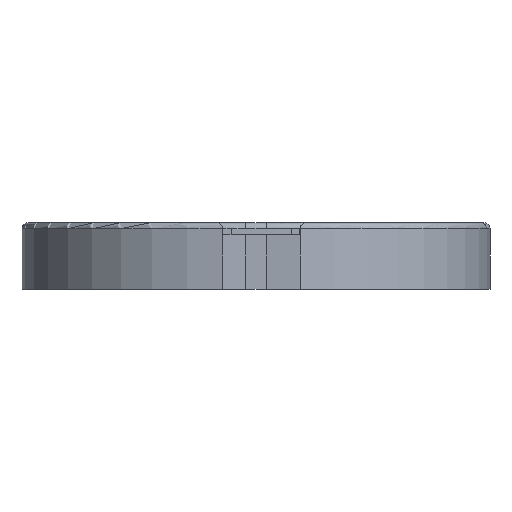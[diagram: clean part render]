
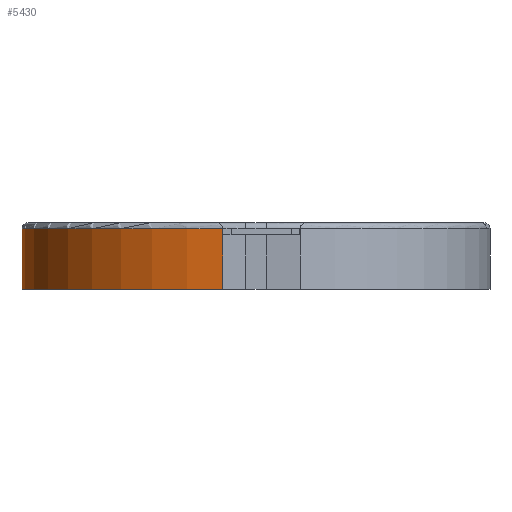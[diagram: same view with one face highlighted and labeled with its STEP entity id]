
A CAD part, front view. The second image highlights one B-rep face of the part: STEP entity #5430.
In plain terms, the highlighted cylindrical face has radius 37.042 mm (diameter 74.084 mm), a partial arc.
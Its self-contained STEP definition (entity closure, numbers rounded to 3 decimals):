
#41=CYLINDRICAL_SURFACE('',#5782,37.042);
#61=CIRCLE('',#5744,37.042);
#82=CIRCLE('',#5774,37.042);
#428=FACE_OUTER_BOUND('',#730,.T.);
#730=EDGE_LOOP('',(#4250,#4251,#4252,#4253));
#1130=LINE('',#8704,#1663);
#1131=LINE('',#8705,#1664);
#1663=VECTOR('',#6332,10.);
#1664=VECTOR('',#6333,10.);
#2440=VERTEX_POINT('',#8560);
#2441=VERTEX_POINT('',#8562);
#2453=VERTEX_POINT('',#8602);
#2466=VERTEX_POINT('',#8665);
#3075=EDGE_CURVE('',#2440,#2441,#61,.T.);
#3110=EDGE_CURVE('',#2466,#2453,#82,.T.);
#3120=EDGE_CURVE('',#2441,#2466,#1130,.T.);
#3121=EDGE_CURVE('',#2440,#2453,#1131,.T.);
#4250=ORIENTED_EDGE('',*,*,#3110,.F.);
#4251=ORIENTED_EDGE('',*,*,#3120,.F.);
#4252=ORIENTED_EDGE('',*,*,#3075,.F.);
#4253=ORIENTED_EDGE('',*,*,#3121,.T.);
#5430=ADVANCED_FACE('',(#428),#41,.T.);
#5744=AXIS2_PLACEMENT_3D('',#8563,#6239,#6240);
#5774=AXIS2_PLACEMENT_3D('',#8672,#6310,#6311);
#5782=AXIS2_PLACEMENT_3D('',#8703,#6330,#6331);
#6239=DIRECTION('center_axis',(0.,0.,-1.));
#6240=DIRECTION('ref_axis',(-1.,0.,0.));
#6310=DIRECTION('center_axis',(0.,0.,1.));
#6311=DIRECTION('ref_axis',(-0.743,-0.669,0.));
#6330=DIRECTION('center_axis',(0.,0.,1.));
#6331=DIRECTION('ref_axis',(-1.,0.,0.));
#6332=DIRECTION('',(0.,0.,1.));
#6333=DIRECTION('',(0.,0.,1.));
#8560=CARTESIAN_POINT('',(-5.466,-45.441,9.95));
#8562=CARTESIAN_POINT('',(-38.67,-8.598,9.95));
#8563=CARTESIAN_POINT('Origin',(-1.628,-8.598,9.95));
#8602=CARTESIAN_POINT('',(-5.466,-45.441,19.95));
#8665=CARTESIAN_POINT('',(-38.67,-8.598,19.95));
#8672=CARTESIAN_POINT('Origin',(-1.628,-8.598,19.95));
#8703=CARTESIAN_POINT('Origin',(-1.628,-8.598,11.95));
#8704=CARTESIAN_POINT('',(-38.67,-8.598,11.95));
#8705=CARTESIAN_POINT('',(-5.466,-45.441,11.95));
